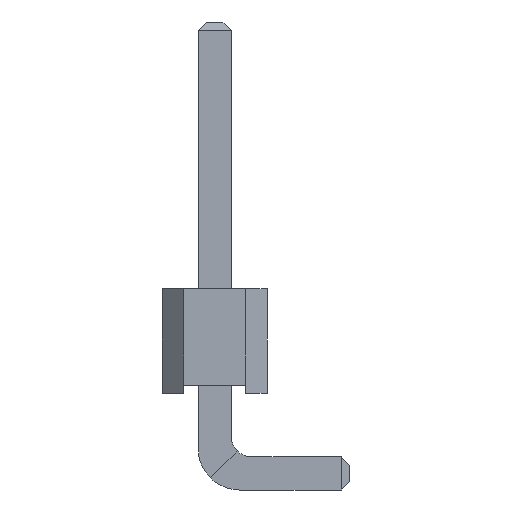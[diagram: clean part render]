
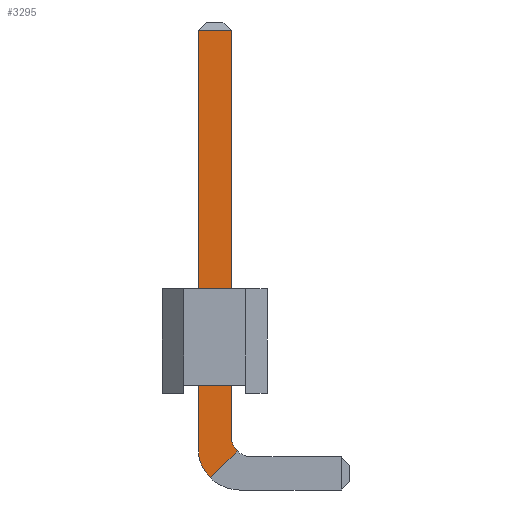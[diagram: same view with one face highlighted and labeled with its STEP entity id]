
A CAD part, front view. The second image highlights one B-rep face of the part: STEP entity #3295.
In plain terms, the highlighted planar face has unit normal (0, -1, 0).
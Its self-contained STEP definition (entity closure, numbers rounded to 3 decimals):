
#2552 = PLANE('',#2553);
#2553 = AXIS2_PLACEMENT_3D('',#2554,#2555,#2556);
#2554 = CARTESIAN_POINT('',(0.4,-4.68,9.));
#2555 = DIRECTION('',(1.,0.,0.));
#2556 = DIRECTION('',(0.,-1.,0.));
#2585 = CYLINDRICAL_SURFACE('',#2586,0.5);
#2586 = AXIS2_PLACEMENT_3D('',#2587,#2588,#2589);
#2587 = CARTESIAN_POINT('',(0.9,-4.68,-1.04));
#2588 = DIRECTION('',(0.,-1.,0.));
#2589 = DIRECTION('',(-1.,0.,0.));
#2646 = CYLINDRICAL_SURFACE('',#2647,1.);
#2647 = AXIS2_PLACEMENT_3D('',#2648,#2649,#2650);
#2648 = CARTESIAN_POINT('',(0.6,-4.68,-1.34));
#2649 = DIRECTION('',(-0.,-1.,0.));
#2650 = DIRECTION('',(-1.,0.,0.));
#2674 = PLANE('',#2675);
#2675 = AXIS2_PLACEMENT_3D('',#2676,#2677,#2678);
#2676 = CARTESIAN_POINT('',(-0.4,-5.48,9.));
#2677 = DIRECTION('',(-1.,0.,0.));
#2678 = DIRECTION('',(0.,1.,0.));
#2717 = VERTEX_POINT('',#2718);
#2718 = CARTESIAN_POINT('',(0.4,-5.48,8.8));
#2744 = EDGE_CURVE('',#2717,#2745,#2747,.T.);
#2745 = VERTEX_POINT('',#2746);
#2746 = CARTESIAN_POINT('',(0.4,-5.48,-1.04));
#2747 = SURFACE_CURVE('',#2748,(#2752,#2759),.PCURVE_S1.);
#2748 = LINE('',#2749,#2750);
#2749 = CARTESIAN_POINT('',(0.4,-5.48,9.));
#2750 = VECTOR('',#2751,1.);
#2751 = DIRECTION('',(0.,0.,-1.));
#2752 = PCURVE('',#2552,#2753);
#2753 = DEFINITIONAL_REPRESENTATION('',(#2754),#2758);
#2754 = LINE('',#2755,#2756);
#2755 = CARTESIAN_POINT('',(0.8,0.));
#2756 = VECTOR('',#2757,1.);
#2757 = DIRECTION('',(0.,1.));
#2758 = ( GEOMETRIC_REPRESENTATION_CONTEXT(2) 
PARAMETRIC_REPRESENTATION_CONTEXT() REPRESENTATION_CONTEXT('2D SPACE',''
  ) );
#2759 = PCURVE('',#2760,#2765);
#2760 = PLANE('',#2761);
#2761 = AXIS2_PLACEMENT_3D('',#2762,#2763,#2764);
#2762 = CARTESIAN_POINT('',(0.4,-5.48,9.));
#2763 = DIRECTION('',(-0.,-1.,0.));
#2764 = DIRECTION('',(-1.,0.,0.));
#2765 = DEFINITIONAL_REPRESENTATION('',(#2766),#2770);
#2766 = LINE('',#2767,#2768);
#2767 = CARTESIAN_POINT('',(0.,0.));
#2768 = VECTOR('',#2769,1.);
#2769 = DIRECTION('',(0.,1.));
#2770 = ( GEOMETRIC_REPRESENTATION_CONTEXT(2) 
PARAMETRIC_REPRESENTATION_CONTEXT() REPRESENTATION_CONTEXT('2D SPACE',''
  ) );
#2935 = VERTEX_POINT('',#2936);
#2936 = CARTESIAN_POINT('',(0.546,-5.48,-1.394));
#2951 = PLANE('',#2952);
#2952 = AXIS2_PLACEMENT_3D('',#2953,#2954,#2955);
#2953 = CARTESIAN_POINT('',(0.,-5.48,-1.54));
#2954 = DIRECTION('',(0.,-1.,0.));
#2955 = DIRECTION('',(0.,0.,-1.));
#2963 = EDGE_CURVE('',#2745,#2935,#2964,.T.);
#2964 = SURFACE_CURVE('',#2965,(#2970,#2977),.PCURVE_S1.);
#2965 = CIRCLE('',#2966,0.5);
#2966 = AXIS2_PLACEMENT_3D('',#2967,#2968,#2969);
#2967 = CARTESIAN_POINT('',(0.9,-5.48,-1.04));
#2968 = DIRECTION('',(0.,-1.,0.));
#2969 = DIRECTION('',(0.,0.,-1.));
#2970 = PCURVE('',#2585,#2971);
#2971 = DEFINITIONAL_REPRESENTATION('',(#2972),#2976);
#2972 = LINE('',#2973,#2974);
#2973 = CARTESIAN_POINT('',(-4.712,0.8));
#2974 = VECTOR('',#2975,1.);
#2975 = DIRECTION('',(1.,0.));
#2976 = ( GEOMETRIC_REPRESENTATION_CONTEXT(2) 
PARAMETRIC_REPRESENTATION_CONTEXT() REPRESENTATION_CONTEXT('2D SPACE',''
  ) );
#2977 = PCURVE('',#2760,#2978);
#2978 = DEFINITIONAL_REPRESENTATION('',(#2979),#2983);
#2979 = CIRCLE('',#2980,0.5);
#2980 = AXIS2_PLACEMENT_2D('',#2981,#2982);
#2981 = CARTESIAN_POINT('',(-0.5,10.04));
#2982 = DIRECTION('',(0.,1.));
#2983 = ( GEOMETRIC_REPRESENTATION_CONTEXT(2) 
PARAMETRIC_REPRESENTATION_CONTEXT() REPRESENTATION_CONTEXT('2D SPACE',''
  ) );
#2989 = EDGE_CURVE('',#2990,#2992,#2994,.T.);
#2990 = VERTEX_POINT('',#2991);
#2991 = CARTESIAN_POINT('',(-0.4,-5.48,8.8));
#2992 = VERTEX_POINT('',#2993);
#2993 = CARTESIAN_POINT('',(-0.4,-5.48,-1.34));
#2994 = SURFACE_CURVE('',#2995,(#2999,#3006),.PCURVE_S1.);
#2995 = LINE('',#2996,#2997);
#2996 = CARTESIAN_POINT('',(-0.4,-5.48,9.));
#2997 = VECTOR('',#2998,1.);
#2998 = DIRECTION('',(0.,0.,-1.));
#2999 = PCURVE('',#2674,#3000);
#3000 = DEFINITIONAL_REPRESENTATION('',(#3001),#3005);
#3001 = LINE('',#3002,#3003);
#3002 = CARTESIAN_POINT('',(0.,0.));
#3003 = VECTOR('',#3004,1.);
#3004 = DIRECTION('',(0.,1.));
#3005 = ( GEOMETRIC_REPRESENTATION_CONTEXT(2) 
PARAMETRIC_REPRESENTATION_CONTEXT() REPRESENTATION_CONTEXT('2D SPACE',''
  ) );
#3006 = PCURVE('',#2760,#3007);
#3007 = DEFINITIONAL_REPRESENTATION('',(#3008),#3012);
#3008 = LINE('',#3009,#3010);
#3009 = CARTESIAN_POINT('',(0.8,0.));
#3010 = VECTOR('',#3011,1.);
#3011 = DIRECTION('',(0.,1.));
#3012 = ( GEOMETRIC_REPRESENTATION_CONTEXT(2) 
PARAMETRIC_REPRESENTATION_CONTEXT() REPRESENTATION_CONTEXT('2D SPACE',''
  ) );
#3196 = VERTEX_POINT('',#3197);
#3197 = CARTESIAN_POINT('',(-0.107,-5.48,-2.047));
#3219 = EDGE_CURVE('',#2992,#3196,#3220,.T.);
#3220 = SURFACE_CURVE('',#3221,(#3226,#3233),.PCURVE_S1.);
#3221 = CIRCLE('',#3222,1.);
#3222 = AXIS2_PLACEMENT_3D('',#3223,#3224,#3225);
#3223 = CARTESIAN_POINT('',(0.6,-5.48,-1.34));
#3224 = DIRECTION('',(0.,-1.,0.));
#3225 = DIRECTION('',(0.,0.,-1.));
#3226 = PCURVE('',#2646,#3227);
#3227 = DEFINITIONAL_REPRESENTATION('',(#3228),#3232);
#3228 = LINE('',#3229,#3230);
#3229 = CARTESIAN_POINT('',(-4.712,0.8));
#3230 = VECTOR('',#3231,1.);
#3231 = DIRECTION('',(1.,0.));
#3232 = ( GEOMETRIC_REPRESENTATION_CONTEXT(2) 
PARAMETRIC_REPRESENTATION_CONTEXT() REPRESENTATION_CONTEXT('2D SPACE',''
  ) );
#3233 = PCURVE('',#2760,#3234);
#3234 = DEFINITIONAL_REPRESENTATION('',(#3235),#3239);
#3235 = CIRCLE('',#3236,1.);
#3236 = AXIS2_PLACEMENT_2D('',#3237,#3238);
#3237 = CARTESIAN_POINT('',(-0.2,10.34));
#3238 = DIRECTION('',(0.,1.));
#3239 = ( GEOMETRIC_REPRESENTATION_CONTEXT(2) 
PARAMETRIC_REPRESENTATION_CONTEXT() REPRESENTATION_CONTEXT('2D SPACE',''
  ) );
#3263 = PLANE('',#3264);
#3264 = AXIS2_PLACEMENT_3D('',#3265,#3266,#3267);
#3265 = CARTESIAN_POINT('',(0.4,-5.38,8.9));
#3266 = DIRECTION('',(0.,-0.707,0.707)
  );
#3267 = DIRECTION('',(-1.,0.,0.));
#3295 = ADVANCED_FACE('',(#3296),#2760,.T.);
#3296 = FACE_BOUND('',#3297,.T.);
#3297 = EDGE_LOOP('',(#3298,#3299,#3320,#3321,#3322,#3343));
#3298 = ORIENTED_EDGE('',*,*,#2744,.F.);
#3299 = ORIENTED_EDGE('',*,*,#3300,.T.);
#3300 = EDGE_CURVE('',#2717,#2990,#3301,.T.);
#3301 = SURFACE_CURVE('',#3302,(#3306,#3313),.PCURVE_S1.);
#3302 = LINE('',#3303,#3304);
#3303 = CARTESIAN_POINT('',(0.4,-5.48,8.8));
#3304 = VECTOR('',#3305,1.);
#3305 = DIRECTION('',(-1.,0.,0.));
#3306 = PCURVE('',#2760,#3307);
#3307 = DEFINITIONAL_REPRESENTATION('',(#3308),#3312);
#3308 = LINE('',#3309,#3310);
#3309 = CARTESIAN_POINT('',(0.,0.2));
#3310 = VECTOR('',#3311,1.);
#3311 = DIRECTION('',(1.,0.));
#3312 = ( GEOMETRIC_REPRESENTATION_CONTEXT(2) 
PARAMETRIC_REPRESENTATION_CONTEXT() REPRESENTATION_CONTEXT('2D SPACE',''
  ) );
#3313 = PCURVE('',#3263,#3314);
#3314 = DEFINITIONAL_REPRESENTATION('',(#3315),#3319);
#3315 = LINE('',#3316,#3317);
#3316 = CARTESIAN_POINT('',(0.,0.141));
#3317 = VECTOR('',#3318,1.);
#3318 = DIRECTION('',(1.,0.));
#3319 = ( GEOMETRIC_REPRESENTATION_CONTEXT(2) 
PARAMETRIC_REPRESENTATION_CONTEXT() REPRESENTATION_CONTEXT('2D SPACE',''
  ) );
#3320 = ORIENTED_EDGE('',*,*,#2989,.T.);
#3321 = ORIENTED_EDGE('',*,*,#3219,.T.);
#3322 = ORIENTED_EDGE('',*,*,#3323,.F.);
#3323 = EDGE_CURVE('',#2935,#3196,#3324,.T.);
#3324 = SURFACE_CURVE('',#3325,(#3329,#3336),.PCURVE_S1.);
#3325 = LINE('',#3326,#3327);
#3326 = CARTESIAN_POINT('',(0.4,-5.48,-1.54));
#3327 = VECTOR('',#3328,1.);
#3328 = DIRECTION('',(-0.707,0.,-0.707
    ));
#3329 = PCURVE('',#2760,#3330);
#3330 = DEFINITIONAL_REPRESENTATION('',(#3331),#3335);
#3331 = LINE('',#3332,#3333);
#3332 = CARTESIAN_POINT('',(0.,10.54));
#3333 = VECTOR('',#3334,1.);
#3334 = DIRECTION('',(0.707,0.707));
#3335 = ( GEOMETRIC_REPRESENTATION_CONTEXT(2) 
PARAMETRIC_REPRESENTATION_CONTEXT() REPRESENTATION_CONTEXT('2D SPACE',''
  ) );
#3336 = PCURVE('',#2951,#3337);
#3337 = DEFINITIONAL_REPRESENTATION('',(#3338),#3342);
#3338 = LINE('',#3339,#3340);
#3339 = CARTESIAN_POINT('',(0.,0.4));
#3340 = VECTOR('',#3341,1.);
#3341 = DIRECTION('',(0.707,-0.707));
#3342 = ( GEOMETRIC_REPRESENTATION_CONTEXT(2) 
PARAMETRIC_REPRESENTATION_CONTEXT() REPRESENTATION_CONTEXT('2D SPACE',''
  ) );
#3343 = ORIENTED_EDGE('',*,*,#2963,.F.);
